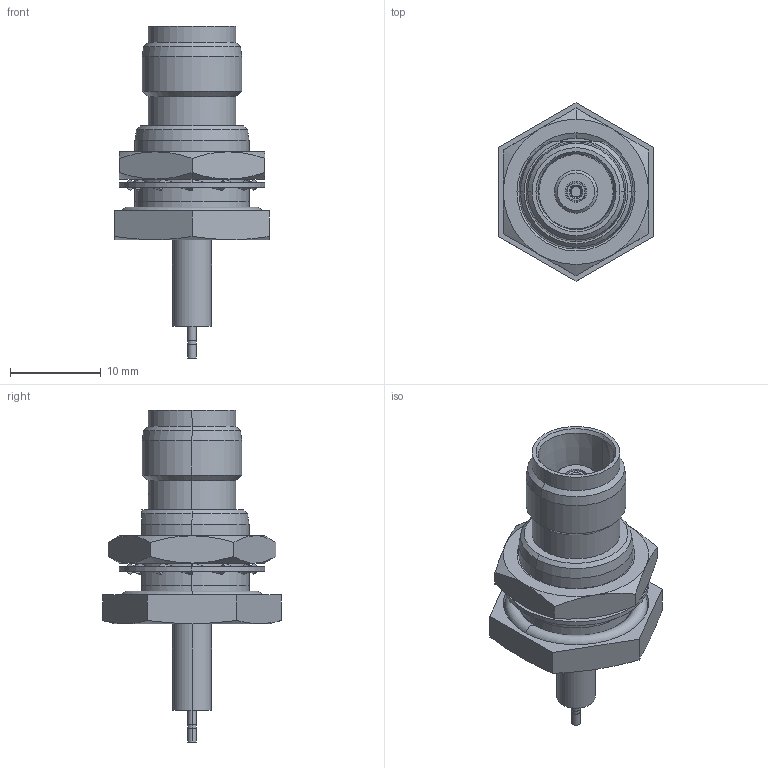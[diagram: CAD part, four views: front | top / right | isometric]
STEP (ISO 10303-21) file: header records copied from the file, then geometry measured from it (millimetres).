
FILE_DESCRIPTION (( 'STEP AP214' ), '1' );
FILE_NAME ('J01011A0060.STEP', '2018-06-19T07:27:46', ( '' ), ( '' ), 'SwSTEP 2.0', 'SolidWorks 2017', '' );
FILE_SCHEMA (( 'AUTOMOTIVE_DESIGN' ));
Length unit declared in the file: millimetre
Products named in the file (1): J01011A0060
Bounding box: 17 x 19.63 x 36.55 mm (x, y, z)
Volume: 2957.8 mm3; surface area: 2570.3 mm2
Topology: 3 solids, 3 shells, 255 faces, 626 edges, 397 vertices
Faces by surface type: plane 94, cylinder 63, cone 54, bspline 36, torus 8
Entity records: 10933 total; most frequent: CARTESIAN_POINT 2359, ORIENTED_EDGE 1248, DIRECTION 1112, EDGE_CURVE 624, AXIS2_PLACEMENT_3D 406, VERTEX_POINT 397, LINE 300, VECTOR 300
